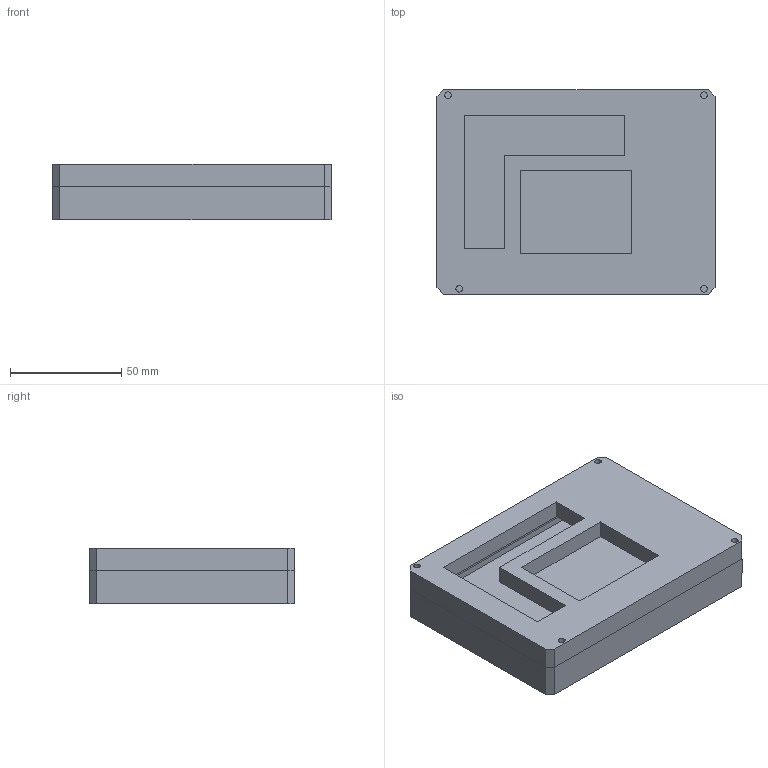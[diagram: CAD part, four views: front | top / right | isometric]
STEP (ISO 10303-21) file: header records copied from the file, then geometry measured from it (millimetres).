
FILE_DESCRIPTION(/* description */ ('','CAx-IF Rec.Pracs.---Representation and Presentation of Product Manufacturing Information (PMI)---4.0---2014-10-13'),/* implementation_level */ '2;1');
FILE_NAME(/* name */ 'HAassembly.step',/* time_stamp */ '2025-04-12T18:58:16-07:00',/* author */ (''),/* organization */ (''),/* preprocessor_version */ 'ST-DEVELOPER v20',/* originating_system */ 'Autodesk Translation Framework v13.20.0.188',/* authorisation */ '');
FILE_SCHEMA (('AP242_MANAGED_MODEL_BASED_3D_ENGINEERING_MIM_LF { 1 0 10303 442 1 1 4 }'));
Length unit declared in the file: millimetre
Products named in the file (3): Untitled; Untitled_1; lid
Assembly tree (2 placements, depth 2):
  Untitled
    Untitled_1
    lid
Bounding box: 125 x 92 x 25 mm (x, y, z)
Volume: 198447.2 mm3; surface area: 55456.6 mm2
Topology: 2 solids, 2 shells, 64 faces, 165 edges, 110 vertices
Faces by surface type: plane 50, cylinder 14
Full cylindrical faces by diameter (mm): 3 x8
Entity records: 2056 total; most frequent: CARTESIAN_POINT 357, ORIENTED_EDGE 330, DIRECTION 329, EDGE_CURVE 165, LINE 137, VECTOR 137, VERTEX_POINT 110, AXIS2_PLACEMENT_3D 96
